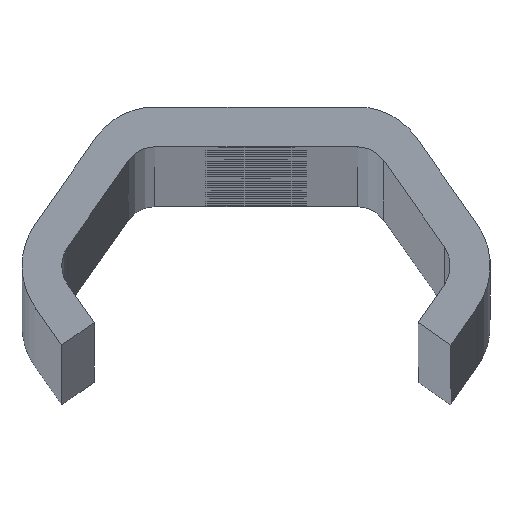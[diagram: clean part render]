
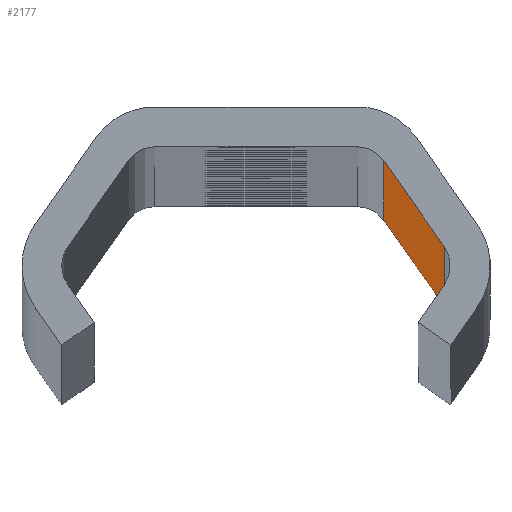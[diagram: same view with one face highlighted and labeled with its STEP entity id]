
A CAD part, top view. The second image highlights one B-rep face of the part: STEP entity #2177.
In plain terms, the highlighted planar face has unit normal (-0.819, -0.574, 0).
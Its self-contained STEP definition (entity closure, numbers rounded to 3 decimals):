
#91 = EDGE_CURVE ( 'NONE', #534, #4464, #5017, .T. ) ;
#164 = CARTESIAN_POINT ( 'NONE',  ( 8.052, 6.635, 1080. ) ) ;
#192 = DIRECTION ( 'NONE',  ( -0.574, 0.819, 0. ) ) ;
#206 = VECTOR ( 'NONE', #4102, 1000. ) ;
#461 = VECTOR ( 'NONE', #1189, 1000. ) ;
#534 = VERTEX_POINT ( 'NONE', #1615 ) ;
#717 = ORIENTED_EDGE ( 'NONE', *, *, #4880, .T. ) ;
#869 = FACE_OUTER_BOUND ( 'NONE', #3801, .T. ) ;
#1103 = VECTOR ( 'NONE', #3125, 1000. ) ;
#1189 = DIRECTION ( 'NONE',  ( 0.574, -0.819, 0. ) ) ;
#1615 = CARTESIAN_POINT ( 'NONE',  ( 8.052, 6.635, -1080. ) ) ;
#1671 = LINE ( 'NONE', #3370, #206 ) ;
#1905 = DIRECTION ( 'NONE',  ( 0.819, 0.574, 0. ) ) ;
#2041 = CARTESIAN_POINT ( 'NONE',  ( 11.883, 1.163, 1080. ) ) ;
#2092 = AXIS2_PLACEMENT_3D ( 'NONE', #164, #1905, #192 ) ;
#2177 = ADVANCED_FACE ( 'NONE', ( #869 ), #3965, .F. ) ;
#2301 = VERTEX_POINT ( 'NONE', #2041 ) ;
#2775 = CARTESIAN_POINT ( 'NONE',  ( 8.052, 6.635, -1080. ) ) ;
#2856 = ORIENTED_EDGE ( 'NONE', *, *, #5104, .F. ) ;
#3044 = VERTEX_POINT ( 'NONE', #4079 ) ;
#3061 = LINE ( 'NONE', #4768, #3294 ) ;
#3125 = DIRECTION ( 'NONE',  ( 0., 0., -1. ) ) ;
#3294 = VECTOR ( 'NONE', #4375, 1000. ) ;
#3370 = CARTESIAN_POINT ( 'NONE',  ( 8.052, 6.635, 1080. ) ) ;
#3564 = CARTESIAN_POINT ( 'NONE',  ( 11.883, 1.163, 1080. ) ) ;
#3801 = EDGE_LOOP ( 'NONE', ( #4750, #2856, #5373, #717 ) ) ;
#3965 = PLANE ( 'NONE',  #2092 ) ;
#4079 = CARTESIAN_POINT ( 'NONE',  ( 8.052, 6.635, 1080. ) ) ;
#4088 = CARTESIAN_POINT ( 'NONE',  ( 11.883, 1.163, -1080. ) ) ;
#4102 = DIRECTION ( 'NONE',  ( 0., 0., -1. ) ) ;
#4252 = EDGE_CURVE ( 'NONE', #3044, #2301, #3061, .T. ) ;
#4375 = DIRECTION ( 'NONE',  ( 0.574, -0.819, 0. ) ) ;
#4464 = VERTEX_POINT ( 'NONE', #4088 ) ;
#4750 = ORIENTED_EDGE ( 'NONE', *, *, #91, .T. ) ;
#4768 = CARTESIAN_POINT ( 'NONE',  ( 8.052, 6.635, 1080. ) ) ;
#4862 = LINE ( 'NONE', #3564, #1103 ) ;
#4880 = EDGE_CURVE ( 'NONE', #3044, #534, #1671, .T. ) ;
#5017 = LINE ( 'NONE', #2775, #461 ) ;
#5104 = EDGE_CURVE ( 'NONE', #2301, #4464, #4862, .T. ) ;
#5373 = ORIENTED_EDGE ( 'NONE', *, *, #4252, .F. ) ;
